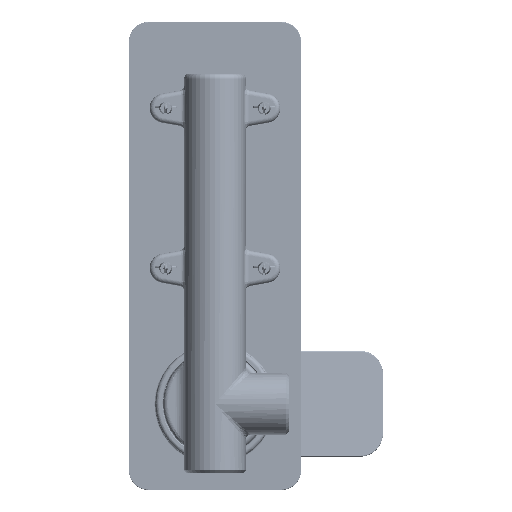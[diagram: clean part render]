
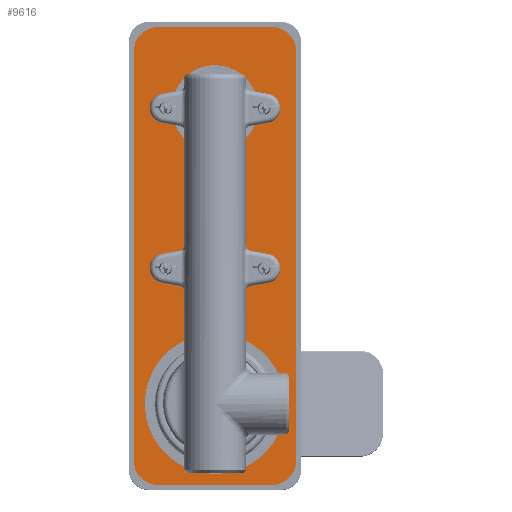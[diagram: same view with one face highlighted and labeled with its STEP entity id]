
A CAD part, left-side view. The second image highlights one B-rep face of the part: STEP entity #9616.
In plain terms, the highlighted planar face has unit normal (-1, 0, 0).
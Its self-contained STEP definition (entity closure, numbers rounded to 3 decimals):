
#9616=ADVANCED_FACE('',(#13286,#13287,#13288),#12159,.T.);
#12159=PLANE('',#69111);
#13286=FACE_BOUND('',#15891,.T.);
#13287=FACE_BOUND('',#15892,.T.);
#13288=FACE_BOUND('',#15893,.T.);
#15891=EDGE_LOOP('',(#27224,#27225,#27226,#27227,#27228,#27229,#27230,#27231));
#15892=EDGE_LOOP('',(#27232));
#15893=EDGE_LOOP('',(#27233));
#27224=ORIENTED_EDGE('',*,*,#47920,.T.);
#27225=ORIENTED_EDGE('',*,*,#47942,.T.);
#27226=ORIENTED_EDGE('',*,*,#47922,.T.);
#27227=ORIENTED_EDGE('',*,*,#47943,.T.);
#27228=ORIENTED_EDGE('',*,*,#47926,.T.);
#27229=ORIENTED_EDGE('',*,*,#47944,.T.);
#27230=ORIENTED_EDGE('',*,*,#47934,.T.);
#27231=ORIENTED_EDGE('',*,*,#47945,.T.);
#27232=ORIENTED_EDGE('',*,*,#47931,.F.);
#27233=ORIENTED_EDGE('',*,*,#47937,.F.);
#40175=VERTEX_POINT('',#113829);
#40176=VERTEX_POINT('',#113831);
#40177=VERTEX_POINT('',#113835);
#40178=VERTEX_POINT('',#113836);
#40181=VERTEX_POINT('',#113844);
#40182=VERTEX_POINT('',#113845);
#40186=VERTEX_POINT('',#113855);
#40189=VERTEX_POINT('',#113861);
#40190=VERTEX_POINT('',#113863);
#40192=VERTEX_POINT('',#113869);
#47920=EDGE_CURVE('',#40176,#40175,#54926,.T.);
#47922=EDGE_CURVE('',#40177,#40178,#54928,.T.);
#47926=EDGE_CURVE('',#40181,#40182,#54932,.T.);
#47931=EDGE_CURVE('',#40186,#40186,#63998,.T.);
#47934=EDGE_CURVE('',#40190,#40189,#54938,.T.);
#47937=EDGE_CURVE('',#40192,#40192,#64000,.T.);
#47942=EDGE_CURVE('',#40175,#40177,#64005,.T.);
#47943=EDGE_CURVE('',#40178,#40181,#64006,.T.);
#47944=EDGE_CURVE('',#40182,#40190,#64007,.T.);
#47945=EDGE_CURVE('',#40189,#40176,#64008,.T.);
#54926=LINE('',#113830,#59436);
#54928=LINE('',#113834,#59438);
#54932=LINE('',#113843,#59442);
#54938=LINE('',#113862,#59448);
#59436=VECTOR('',#81416,1.);
#59438=VECTOR('',#81420,1.);
#59442=VECTOR('',#81426,1.);
#59448=VECTOR('',#81440,1.);
#63998=CIRCLE('',#69096,28.5);
#64000=CIRCLE('',#69100,17.5);
#64005=CIRCLE('',#69107,10.);
#64006=CIRCLE('',#69108,10.);
#64007=CIRCLE('',#69109,10.);
#64008=CIRCLE('',#69110,10.);
#69096=AXIS2_PLACEMENT_3D('',#113854,#81434,#81435);
#69100=AXIS2_PLACEMENT_3D('',#113868,#81446,#81447);
#69107=AXIS2_PLACEMENT_3D('',#113876,#81460,#81461);
#69108=AXIS2_PLACEMENT_3D('',#113877,#81462,#81463);
#69109=AXIS2_PLACEMENT_3D('',#113878,#81464,#81465);
#69110=AXIS2_PLACEMENT_3D('',#113879,#81466,#81467);
#69111=AXIS2_PLACEMENT_3D('',#113880,#81468,#81469);
#81416=DIRECTION('',(0.,-1.,0.));
#81420=DIRECTION('',(0.,0.,1.));
#81426=DIRECTION('',(0.,1.,0.));
#81434=DIRECTION('',(-1.,0.,0.));
#81435=DIRECTION('',(0.,0.,1.));
#81440=DIRECTION('',(0.,0.,-1.));
#81446=DIRECTION('',(-1.,0.,0.));
#81447=DIRECTION('',(0.,0.,1.));
#81460=DIRECTION('',(-1.,0.,0.));
#81461=DIRECTION('',(0.,0.,1.));
#81462=DIRECTION('',(-1.,0.,0.));
#81463=DIRECTION('',(0.,0.,1.));
#81464=DIRECTION('',(-1.,0.,0.));
#81465=DIRECTION('',(0.,0.,1.));
#81466=DIRECTION('',(-1.,0.,0.));
#81467=DIRECTION('',(0.,0.,1.));
#81468=DIRECTION('',(-1.,0.,0.));
#81469=DIRECTION('',(0.,0.,1.));
#113829=CARTESIAN_POINT('',(21.534,-23.,-5.));
#113830=CARTESIAN_POINT('',(21.534,33.,-5.));
#113831=CARTESIAN_POINT('',(21.534,23.,-5.));
#113834=CARTESIAN_POINT('',(21.534,-33.,-5.));
#113835=CARTESIAN_POINT('',(21.534,-33.,5.));
#113836=CARTESIAN_POINT('',(21.534,-33.,171.));
#113843=CARTESIAN_POINT('',(21.534,-33.,181.));
#113844=CARTESIAN_POINT('',(21.534,-23.,181.));
#113845=CARTESIAN_POINT('',(21.534,23.,181.));
#113854=CARTESIAN_POINT('',(21.534,0.,28.));
#113855=CARTESIAN_POINT('',(21.534,0.,56.5));
#113861=CARTESIAN_POINT('',(21.534,33.,5.));
#113862=CARTESIAN_POINT('',(21.534,33.,181.));
#113863=CARTESIAN_POINT('',(21.534,33.,171.));
#113868=CARTESIAN_POINT('',(21.534,0.,148.));
#113869=CARTESIAN_POINT('',(21.534,0.,165.5));
#113876=CARTESIAN_POINT('',(21.534,-23.,5.));
#113877=CARTESIAN_POINT('',(21.534,-23.,171.));
#113878=CARTESIAN_POINT('',(21.534,23.,171.));
#113879=CARTESIAN_POINT('',(21.534,23.,5.));
#113880=CARTESIAN_POINT('',(21.534,0.,28.));
